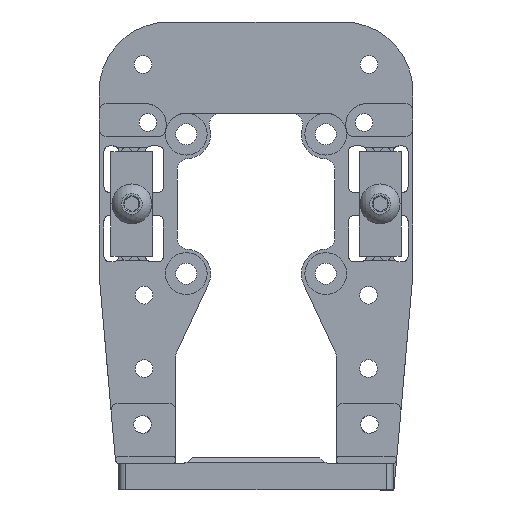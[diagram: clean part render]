
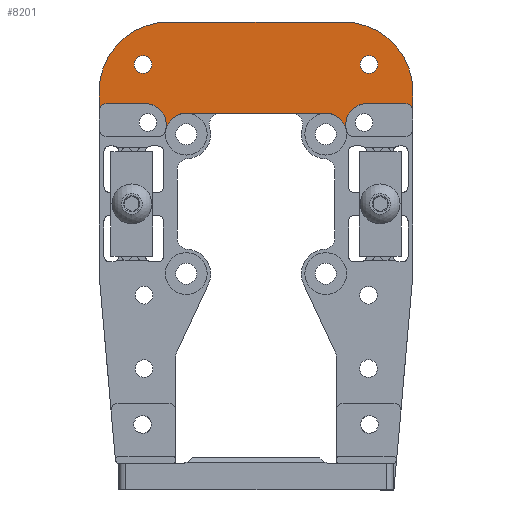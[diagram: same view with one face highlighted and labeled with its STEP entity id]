
A CAD part, front view. The second image highlights one B-rep face of the part: STEP entity #8201.
In plain terms, the highlighted planar face has unit normal (0, -1, 0).
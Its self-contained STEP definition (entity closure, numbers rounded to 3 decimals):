
#22=B_SPLINE_CURVE_WITH_KNOTS('',5,(#13115,#13116,#13117,#13118,#13119,
#13120,#13121,#13122,#13123,#13124,#13125,#13126,#13127,#13128,#13129,#13130,
#13131,#13132,#13133,#13134),.UNSPECIFIED.,.F.,.F.,(6,5,1,1,1,1,1,1,1,1,
1,6),(-1.076,-1.,-0.9,-0.8,-0.7,-0.6,-0.5,-0.4,-0.3,-0.2,-0.1,
0.),.UNSPECIFIED.);
#27=B_SPLINE_CURVE_WITH_KNOTS('',5,(#14023,#14024,#14025,#14026,#14027,
#14028,#14029,#14030,#14031,#14032,#14033,#14034,#14035,#14036,#14037,#14038,
#14039,#14040,#14041,#14042),.UNSPECIFIED.,.F.,.F.,(6,5,1,1,1,1,1,1,1,1,
1,6),(-1.076,-1.,-0.9,-0.8,-0.7,-0.6,-0.5,-0.4,-0.3,-0.2,-0.1,
0.),.UNSPECIFIED.);
#193=FACE_BOUND('',#1341,.T.);
#194=FACE_BOUND('',#1342,.T.);
#432=PLANE('',#9062);
#854=FACE_OUTER_BOUND('',#1340,.T.);
#1340=EDGE_LOOP('',(#7586,#7587,#7588,#7589,#7590,#7591,#7592,#7593,#7594,
#7595,#7596,#7597,#7598,#7599));
#1341=EDGE_LOOP('',(#7600));
#1342=EDGE_LOOP('',(#7601));
#1734=LINE('',#12861,#2481);
#1813=LINE('',#13195,#2560);
#1987=LINE('',#13776,#2734);
#2063=LINE('',#14109,#2810);
#2089=LINE('',#14262,#2836);
#2090=LINE('',#14264,#2837);
#2481=VECTOR('',#10328,10.);
#2560=VECTOR('',#10627,10.);
#2734=VECTOR('',#11119,10.);
#2810=VECTOR('',#11423,10.);
#2836=VECTOR('',#11517,10.);
#2837=VECTOR('',#11520,10.);
#3064=CIRCLE('',#8636,3.);
#3108=CIRCLE('',#8727,1.);
#3109=CIRCLE('',#8729,10.);
#3119=CIRCLE('',#8764,1.265);
#3191=CIRCLE('',#8903,3.);
#3239=CIRCLE('',#9001,1.);
#3240=CIRCLE('',#9003,10.);
#3248=CIRCLE('',#9036,1.265);
#3713=VERTEX_POINT('',#12831);
#3714=VERTEX_POINT('',#12833);
#3723=VERTEX_POINT('',#12858);
#3724=VERTEX_POINT('',#12860);
#3776=VERTEX_POINT('',#13113);
#3779=VERTEX_POINT('',#13142);
#3780=VERTEX_POINT('',#13146);
#3795=VERTEX_POINT('',#13292);
#3939=VERTEX_POINT('',#13724);
#3940=VERTEX_POINT('',#13726);
#3958=VERTEX_POINT('',#13773);
#3959=VERTEX_POINT('',#13775);
#4008=VERTEX_POINT('',#14022);
#4013=VERTEX_POINT('',#14057);
#4014=VERTEX_POINT('',#14061);
#4026=VERTEX_POINT('',#14201);
#4662=EDGE_CURVE('',#3714,#3713,#3064,.T.);
#4675=EDGE_CURVE('',#3723,#3724,#1734,.T.);
#4777=EDGE_CURVE('',#3776,#3713,#22,.F.);
#4781=EDGE_CURVE('',#3779,#3724,#3108,.F.);
#4783=EDGE_CURVE('',#3723,#3780,#3109,.T.);
#4804=EDGE_CURVE('',#3779,#3776,#1813,.T.);
#4815=EDGE_CURVE('',#3795,#3795,#3119,.F.);
#5036=EDGE_CURVE('',#3939,#3940,#3191,.T.);
#5062=EDGE_CURVE('',#3959,#3958,#1987,.T.);
#5158=EDGE_CURVE('',#4008,#3940,#27,.F.);
#5167=EDGE_CURVE('',#4013,#3958,#3239,.F.);
#5168=EDGE_CURVE('',#3959,#4014,#3240,.T.);
#5189=EDGE_CURVE('',#4013,#4008,#2063,.T.);
#5197=EDGE_CURVE('',#4026,#4026,#3248,.F.);
#5228=EDGE_CURVE('',#4014,#3780,#2089,.T.);
#5229=EDGE_CURVE('',#3939,#3714,#2090,.T.);
#7586=ORIENTED_EDGE('',*,*,#5228,.F.);
#7587=ORIENTED_EDGE('',*,*,#5168,.F.);
#7588=ORIENTED_EDGE('',*,*,#5062,.T.);
#7589=ORIENTED_EDGE('',*,*,#5167,.F.);
#7590=ORIENTED_EDGE('',*,*,#5189,.T.);
#7591=ORIENTED_EDGE('',*,*,#5158,.T.);
#7592=ORIENTED_EDGE('',*,*,#5036,.F.);
#7593=ORIENTED_EDGE('',*,*,#5229,.T.);
#7594=ORIENTED_EDGE('',*,*,#4662,.T.);
#7595=ORIENTED_EDGE('',*,*,#4777,.F.);
#7596=ORIENTED_EDGE('',*,*,#4804,.F.);
#7597=ORIENTED_EDGE('',*,*,#4781,.T.);
#7598=ORIENTED_EDGE('',*,*,#4675,.F.);
#7599=ORIENTED_EDGE('',*,*,#4783,.T.);
#7600=ORIENTED_EDGE('',*,*,#4815,.F.);
#7601=ORIENTED_EDGE('',*,*,#5197,.T.);
#8201=ADVANCED_FACE('',(#854,#193,#194),#432,.F.);
#8636=AXIS2_PLACEMENT_3D('',#12834,#10302,#10303);
#8727=AXIS2_PLACEMENT_3D('',#13143,#10557,#10558);
#8729=AXIS2_PLACEMENT_3D('',#13147,#10562,#10563);
#8764=AXIS2_PLACEMENT_3D('',#13294,#10651,#10652);
#8903=AXIS2_PLACEMENT_3D('',#13727,#11078,#11079);
#9001=AXIS2_PLACEMENT_3D('',#14059,#11355,#11356);
#9003=AXIS2_PLACEMENT_3D('',#14062,#11359,#11360);
#9036=AXIS2_PLACEMENT_3D('',#14202,#11444,#11445);
#9062=AXIS2_PLACEMENT_3D('',#14263,#11518,#11519);
#10302=DIRECTION('center_axis',(0.,1.,0.));
#10303=DIRECTION('ref_axis',(1.,0.,0.));
#10328=DIRECTION('',(0.,0.,-1.));
#10557=DIRECTION('center_axis',(0.,-1.,0.));
#10558=DIRECTION('ref_axis',(0.707,0.,0.707));
#10562=DIRECTION('center_axis',(0.,-1.,0.));
#10563=DIRECTION('ref_axis',(0.707,0.,0.707));
#10627=DIRECTION('',(-1.,0.,0.));
#10651=DIRECTION('center_axis',(0.,1.,0.));
#10652=DIRECTION('ref_axis',(-1.,0.,0.));
#11078=DIRECTION('center_axis',(0.,-1.,0.));
#11079=DIRECTION('ref_axis',(-1.,0.,0.));
#11119=DIRECTION('',(0.,0.,-1.));
#11355=DIRECTION('center_axis',(0.,1.,0.));
#11356=DIRECTION('ref_axis',(-0.707,0.,0.707));
#11359=DIRECTION('center_axis',(0.,1.,0.));
#11360=DIRECTION('ref_axis',(-0.707,0.,0.707));
#11423=DIRECTION('',(1.,0.,0.));
#11444=DIRECTION('center_axis',(0.,-1.,0.));
#11445=DIRECTION('ref_axis',(1.,0.,0.));
#11517=DIRECTION('',(1.,0.,0.));
#11518=DIRECTION('center_axis',(0.,1.,0.));
#11519=DIRECTION('ref_axis',(-1.,0.,0.));
#11520=DIRECTION('',(1.,0.,0.));
#12831=CARTESIAN_POINT('',(32.989,8.8,48.074));
#12833=CARTESIAN_POINT('',(30.112,8.8,50.225));
#12834=CARTESIAN_POINT('Origin',(30.112,8.8,47.225));
#12858=CARTESIAN_POINT('',(42.612,8.8,53.3));
#12860=CARTESIAN_POINT('',(42.612,8.8,50.587));
#12861=CARTESIAN_POINT('',(42.612,8.8,48.814));
#13113=CARTESIAN_POINT('',(35.969,8.8,51.587));
#13115=CARTESIAN_POINT('Ctrl Pts',(32.989,8.8,48.074));
#13116=CARTESIAN_POINT('Ctrl Pts',(32.988,8.8,48.153));
#13117=CARTESIAN_POINT('Ctrl Pts',(32.988,8.8,48.231));
#13118=CARTESIAN_POINT('Ctrl Pts',(32.987,8.8,48.31));
#13119=CARTESIAN_POINT('Ctrl Pts',(32.987,8.8,48.388));
#13120=CARTESIAN_POINT('Ctrl Pts',(32.986,8.8,48.467));
#13121=CARTESIAN_POINT('Ctrl Pts',(32.985,8.8,48.57));
#13122=CARTESIAN_POINT('Ctrl Pts',(32.99,8.8,48.774));
#13123=CARTESIAN_POINT('Ctrl Pts',(33.018,8.8,49.072));
#13124=CARTESIAN_POINT('Ctrl Pts',(33.095,8.8,49.455));
#13125=CARTESIAN_POINT('Ctrl Pts',(33.261,8.8,49.906));
#13126=CARTESIAN_POINT('Ctrl Pts',(33.501,8.8,50.324));
#13127=CARTESIAN_POINT('Ctrl Pts',(33.811,8.8,50.7));
#13128=CARTESIAN_POINT('Ctrl Pts',(34.18,8.8,51.018));
#13129=CARTESIAN_POINT('Ctrl Pts',(34.587,8.8,51.266));
#13130=CARTESIAN_POINT('Ctrl Pts',(35.025,8.8,51.445));
#13131=CARTESIAN_POINT('Ctrl Pts',(35.392,8.8,51.534));
#13132=CARTESIAN_POINT('Ctrl Pts',(35.678,8.8,51.571));
#13133=CARTESIAN_POINT('Ctrl Pts',(35.872,8.8,51.584));
#13134=CARTESIAN_POINT('Ctrl Pts',(35.969,8.8,51.587));
#13142=CARTESIAN_POINT('',(41.612,8.8,51.587));
#13143=CARTESIAN_POINT('Origin',(41.612,8.8,50.587));
#13146=CARTESIAN_POINT('',(32.612,8.8,63.3));
#13147=CARTESIAN_POINT('Origin',(32.612,8.8,53.3));
#13195=CARTESIAN_POINT('',(28.068,8.8,51.587));
#13292=CARTESIAN_POINT('',(37.576,8.8,57.204));
#13294=CARTESIAN_POINT('Origin',(36.311,8.8,57.204));
#13724=CARTESIAN_POINT('',(10.112,8.8,50.225));
#13726=CARTESIAN_POINT('',(7.235,8.8,48.074));
#13727=CARTESIAN_POINT('Origin',(10.112,8.8,47.225));
#13773=CARTESIAN_POINT('',(-2.388,8.8,50.587));
#13775=CARTESIAN_POINT('',(-2.388,8.8,53.3));
#13776=CARTESIAN_POINT('',(-2.388,8.8,48.814));
#14022=CARTESIAN_POINT('',(4.254,8.8,51.587));
#14023=CARTESIAN_POINT('Ctrl Pts',(7.235,8.8,48.074));
#14024=CARTESIAN_POINT('Ctrl Pts',(7.235,8.8,48.153));
#14025=CARTESIAN_POINT('Ctrl Pts',(7.236,8.8,48.231));
#14026=CARTESIAN_POINT('Ctrl Pts',(7.237,8.8,48.31));
#14027=CARTESIAN_POINT('Ctrl Pts',(7.237,8.8,48.388));
#14028=CARTESIAN_POINT('Ctrl Pts',(7.238,8.8,48.467));
#14029=CARTESIAN_POINT('Ctrl Pts',(7.239,8.8,48.57));
#14030=CARTESIAN_POINT('Ctrl Pts',(7.234,8.8,48.774));
#14031=CARTESIAN_POINT('Ctrl Pts',(7.206,8.8,49.072));
#14032=CARTESIAN_POINT('Ctrl Pts',(7.129,8.8,49.455));
#14033=CARTESIAN_POINT('Ctrl Pts',(6.962,8.8,49.906));
#14034=CARTESIAN_POINT('Ctrl Pts',(6.723,8.8,50.324));
#14035=CARTESIAN_POINT('Ctrl Pts',(6.412,8.8,50.7));
#14036=CARTESIAN_POINT('Ctrl Pts',(6.044,8.8,51.018));
#14037=CARTESIAN_POINT('Ctrl Pts',(5.636,8.8,51.266));
#14038=CARTESIAN_POINT('Ctrl Pts',(5.199,8.8,51.445));
#14039=CARTESIAN_POINT('Ctrl Pts',(4.831,8.8,51.534));
#14040=CARTESIAN_POINT('Ctrl Pts',(4.546,8.8,51.571));
#14041=CARTESIAN_POINT('Ctrl Pts',(4.352,8.8,51.584));
#14042=CARTESIAN_POINT('Ctrl Pts',(4.254,8.8,51.587));
#14057=CARTESIAN_POINT('',(-1.388,8.8,51.587));
#14059=CARTESIAN_POINT('Origin',(-1.388,8.8,50.587));
#14061=CARTESIAN_POINT('',(7.612,8.8,63.3));
#14062=CARTESIAN_POINT('Origin',(7.612,8.8,53.3));
#14109=CARTESIAN_POINT('',(12.156,8.8,51.587));
#14201=CARTESIAN_POINT('',(2.648,8.8,57.204));
#14202=CARTESIAN_POINT('Origin',(3.912,8.8,57.204));
#14262=CARTESIAN_POINT('',(31.498,8.8,63.3));
#14263=CARTESIAN_POINT('Origin',(20.166,8.8,52.1));
#14264=CARTESIAN_POINT('',(15.139,8.8,50.225));
